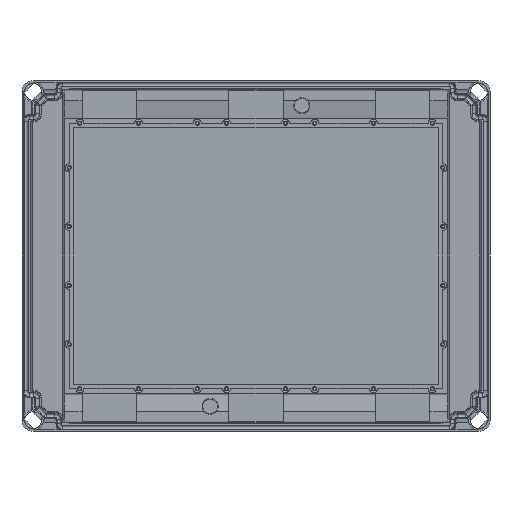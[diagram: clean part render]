
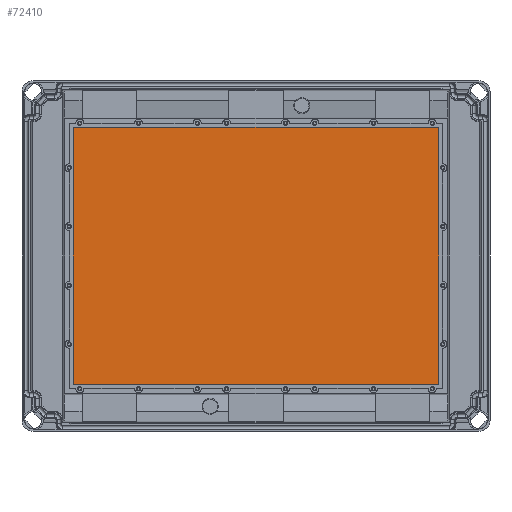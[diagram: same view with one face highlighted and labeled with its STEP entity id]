
A CAD part, left-side view. The second image highlights one B-rep face of the part: STEP entity #72410.
In plain terms, the highlighted planar face has unit normal (-1, 0, 0).
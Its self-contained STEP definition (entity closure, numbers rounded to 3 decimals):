
#64870=DIRECTION('',(0.,0.,1.));
#64871=VECTOR('',#64870,217.995);
#64872=CARTESIAN_POINT('',(-3.,-157.32,-108.997));
#64873=LINE('',#64872,#64871);
#64877=DIRECTION('',(0.,1.,0.));
#64878=VECTOR('',#64877,309.64);
#64879=CARTESIAN_POINT('',(-3.,-154.82,-111.497));
#64880=LINE('',#64879,#64878);
#64884=DIRECTION('',(0.,0.,1.));
#64885=VECTOR('',#64884,217.995);
#64886=CARTESIAN_POINT('',(-3.,157.32,-108.997));
#64887=LINE('',#64886,#64885);
#64891=DIRECTION('',(0.,1.,0.));
#64892=VECTOR('',#64891,309.64);
#64893=CARTESIAN_POINT('',(-3.,-154.82,111.497));
#64894=LINE('',#64893,#64892);
#65920=CARTESIAN_POINT('',(-3.,-154.82,111.497));
#65921=CARTESIAN_POINT('',(-3.,-155.028,111.497));
#65922=CARTESIAN_POINT('',(-3.,-155.396,111.448));
#65923=CARTESIAN_POINT('',(-3.,-156.014,111.233));
#65924=CARTESIAN_POINT('',(-3.,-156.623,110.8));
#65925=CARTESIAN_POINT('',(-3.,-157.056,110.191));
#65926=CARTESIAN_POINT('',(-3.,-157.271,109.573));
#65927=CARTESIAN_POINT('',(-3.,-157.32,109.206));
#65928=CARTESIAN_POINT('',(-3.,-157.32,108.997));
#66023=CARTESIAN_POINT('',(-3.,154.82,111.497));
#66024=CARTESIAN_POINT('',(-3.,155.028,111.497));
#66025=CARTESIAN_POINT('',(-3.,155.396,111.448));
#66026=CARTESIAN_POINT('',(-3.,156.014,111.233));
#66027=CARTESIAN_POINT('',(-3.,156.623,110.8));
#66028=CARTESIAN_POINT('',(-3.,157.056,110.191));
#66029=CARTESIAN_POINT('',(-3.,157.271,109.573));
#66030=CARTESIAN_POINT('',(-3.,157.32,109.206));
#66031=CARTESIAN_POINT('',(-3.,157.32,108.997));
#70526=CARTESIAN_POINT('',(-3.,154.82,-111.497));
#70527=CARTESIAN_POINT('',(-3.,155.028,-111.497));
#70528=CARTESIAN_POINT('',(-3.,155.396,-111.448));
#70529=CARTESIAN_POINT('',(-3.,156.014,-111.233));
#70530=CARTESIAN_POINT('',(-3.,156.623,-110.8));
#70531=CARTESIAN_POINT('',(-3.,157.056,-110.191));
#70532=CARTESIAN_POINT('',(-3.,157.271,-109.573));
#70533=CARTESIAN_POINT('',(-3.,157.32,-109.206));
#70534=CARTESIAN_POINT('',(-3.,157.32,-108.997));
#70629=CARTESIAN_POINT('',(-3.,-154.82,-111.497));
#70630=CARTESIAN_POINT('',(-3.,-155.028,-111.497));
#70631=CARTESIAN_POINT('',(-3.,-155.396,-111.448));
#70632=CARTESIAN_POINT('',(-3.,-156.014,-111.233));
#70633=CARTESIAN_POINT('',(-3.,-156.623,-110.8));
#70634=CARTESIAN_POINT('',(-3.,-157.056,-110.191));
#70635=CARTESIAN_POINT('',(-3.,-157.271,-109.573));
#70636=CARTESIAN_POINT('',(-3.,-157.32,-109.206));
#70637=CARTESIAN_POINT('',(-3.,-157.32,-108.997));
#70863=VERTEX_POINT('',#66023);
#70864=VERTEX_POINT('',#66031);
#70865=VERTEX_POINT('',#70526);
#70866=VERTEX_POINT('',#70534);
#70867=VERTEX_POINT('',#70629);
#70868=VERTEX_POINT('',#70637);
#70869=VERTEX_POINT('',#65920);
#70870=VERTEX_POINT('',#65928);
#72387=CARTESIAN_POINT('',(-3.,-159.75,-140.498));
#72388=DIRECTION('',(-1.,0.,0.));
#72389=DIRECTION('',(0.,0.,1.));
#72390=AXIS2_PLACEMENT_3D('',#72387,#72388,#72389);
#72391=PLANE('',#72390);
#72393=ORIENTED_EDGE('',*,*,#72392,.F.);
#72395=ORIENTED_EDGE('',*,*,#72394,.F.);
#72397=ORIENTED_EDGE('',*,*,#72396,.T.);
#72399=ORIENTED_EDGE('',*,*,#72398,.T.);
#72401=ORIENTED_EDGE('',*,*,#72400,.T.);
#72403=ORIENTED_EDGE('',*,*,#72402,.F.);
#72405=ORIENTED_EDGE('',*,*,#72404,.F.);
#72407=ORIENTED_EDGE('',*,*,#72406,.T.);
#72408=EDGE_LOOP('',(#72393,#72395,#72397,#72399,#72401,#72403,#72405,#72407));
#72409=FACE_OUTER_BOUND('',#72408,.F.);
#65929=B_SPLINE_CURVE_WITH_KNOTS('',3,(#65920,#65921,#65922,#65923,#65924,
#65925,#65926,#65927,#65928),.UNSPECIFIED.,.F.,.F.,(4,1,1,1,1,1,4),(0.,
0.125,0.25,0.5,0.75,0.875,1.),.UNSPECIFIED.);
#66032=B_SPLINE_CURVE_WITH_KNOTS('',3,(#66023,#66024,#66025,#66026,#66027,
#66028,#66029,#66030,#66031),.UNSPECIFIED.,.F.,.F.,(4,1,1,1,1,1,4),(0.,
0.125,0.25,0.5,0.75,0.875,1.),.UNSPECIFIED.);
#70535=B_SPLINE_CURVE_WITH_KNOTS('',3,(#70526,#70527,#70528,#70529,#70530,
#70531,#70532,#70533,#70534),.UNSPECIFIED.,.F.,.F.,(4,1,1,1,1,1,4),(0.,
0.125,0.25,0.5,0.75,0.875,1.),.UNSPECIFIED.);
#70638=B_SPLINE_CURVE_WITH_KNOTS('',3,(#70629,#70630,#70631,#70632,#70633,
#70634,#70635,#70636,#70637),.UNSPECIFIED.,.F.,.F.,(4,1,1,1,1,1,4),(0.,
0.125,0.25,0.5,0.75,0.875,1.),.UNSPECIFIED.);
#72392=EDGE_CURVE('',#70868,#70870,#64873,.T.);
#72394=EDGE_CURVE('',#70867,#70868,#70638,.T.);
#72396=EDGE_CURVE('',#70867,#70865,#64880,.T.);
#72398=EDGE_CURVE('',#70865,#70866,#70535,.T.);
#72400=EDGE_CURVE('',#70866,#70864,#64887,.T.);
#72402=EDGE_CURVE('',#70863,#70864,#66032,.T.);
#72404=EDGE_CURVE('',#70869,#70863,#64894,.T.);
#72406=EDGE_CURVE('',#70869,#70870,#65929,.T.);
#72410=ADVANCED_FACE('',(#72409),#72391,.T.);
